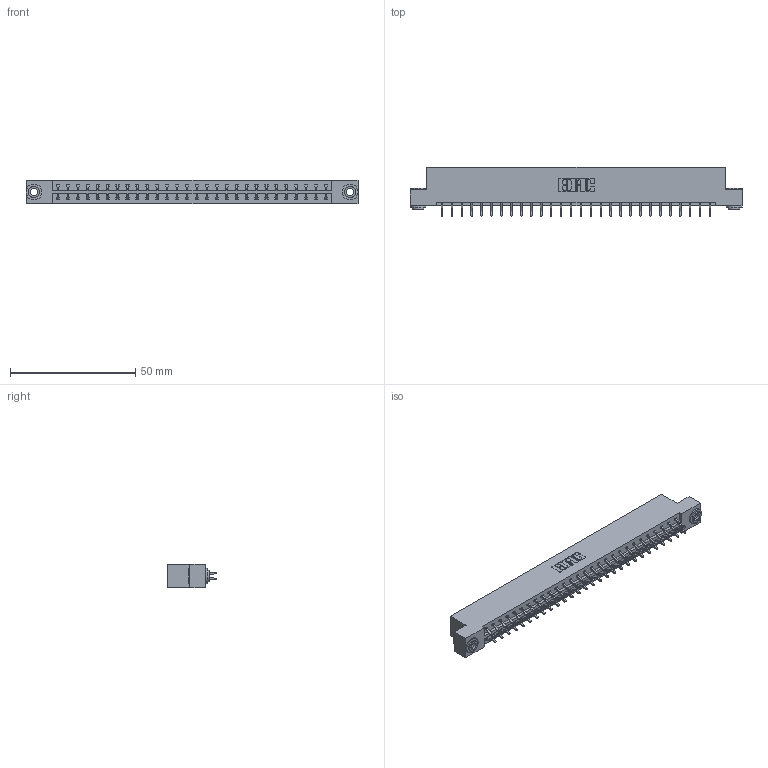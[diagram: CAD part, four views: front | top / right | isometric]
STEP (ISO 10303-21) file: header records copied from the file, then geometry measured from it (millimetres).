
FILE_DESCRIPTION (( 'STEP AP203' ), '1' );
FILE_NAME ('833-056-556-203.STEP', '2020-06-04T23:17:08', ( '' ), ( '' ), 'SwSTEP 2.0', 'SolidWorks 2020', '' );
FILE_SCHEMA (( 'CONFIG_CONTROL_DESIGN' ));
Length unit declared in the file: inch
Products named in the file (4): 345-250-002_345-250-002-102; 345-292-001_556 Tail; 833-056-556-203; 833 Part_Flush - .156 Dia - TH
Assembly tree (59 placements, depth 2):
  833-056-556-203
    833 Part_Flush - .156 Dia - TH
    345-292-001_556 Tail  x56
    345-250-002_345-250-002-102  x2
Bounding box: 132.49 x 19.57 x 9.4 mm (x, y, z)
Volume: 13412.4 mm3; surface area: 15872 mm2
Topology: 59 solids, 59 shells, 3400 faces, 10075 edges, 6638 vertices
Faces by surface type: plane 2320, cylinder 1072, cone 8
Entity records: 20694 total; most frequent: CARTESIAN_POINT 3437, ORIENTED_EDGE 3354, DIRECTION 2983, EDGE_CURVE 1677, VECTOR 1517, LINE 1517, VERTEX_POINT 1114, AXIS2_PLACEMENT_3D 733
